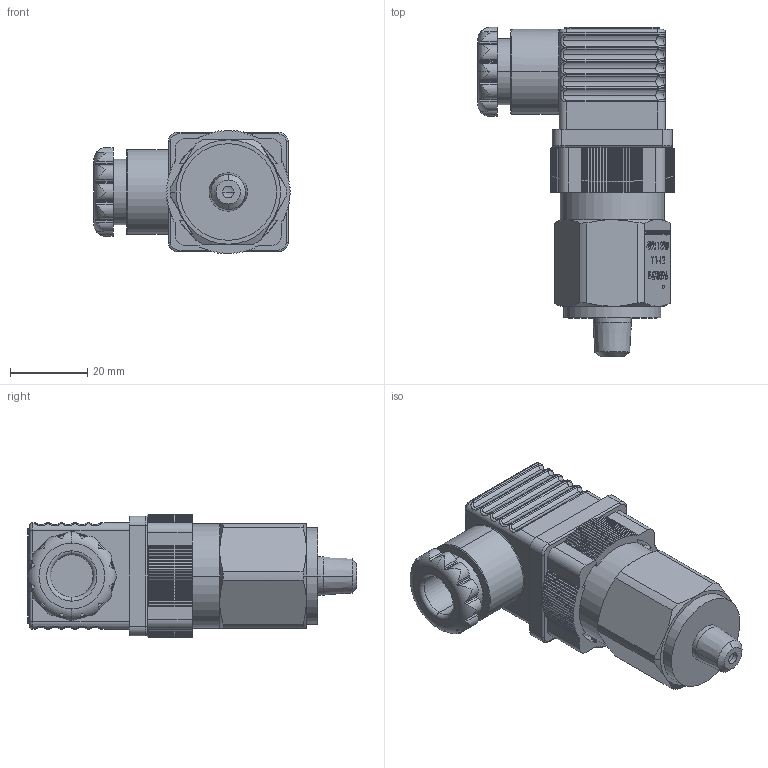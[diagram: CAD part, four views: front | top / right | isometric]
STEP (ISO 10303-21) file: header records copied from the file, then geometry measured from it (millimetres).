
FILE_DESCRIPTION (( 'STEP AP214' ), '1' );
FILE_NAME ('4921122.STEP', '2018-05-24T12:21:07', ( '' ), ( '' ), 'SwSTEP 2.0', 'SolidWorks 2017', '' );
FILE_SCHEMA (( 'AUTOMOTIVE_DESIGN' ));
Length unit declared in the file: millimetre
Products named in the file (1): 4921122
Bounding box: 50.75 x 85.15 x 32 mm (x, y, z)
Surface area: 14302.5 mm2 (no closed solid volume)
Topology: 0 solids, 47 shells, 736 faces, 3300 edges, 2556 vertices
Faces by surface type: plane 347, cylinder 224, bspline 97, torus 40, cone 18, sphere 10
Entity records: 51319 total; most frequent: CARTESIAN_POINT 18550, ORIENTED_EDGE 4956, DIRECTION 4379, EDGE_CURVE 3294, VERTEX_POINT 2556, VECTOR 1861, LINE 1861, AXIS2_PLACEMENT_3D 1259
